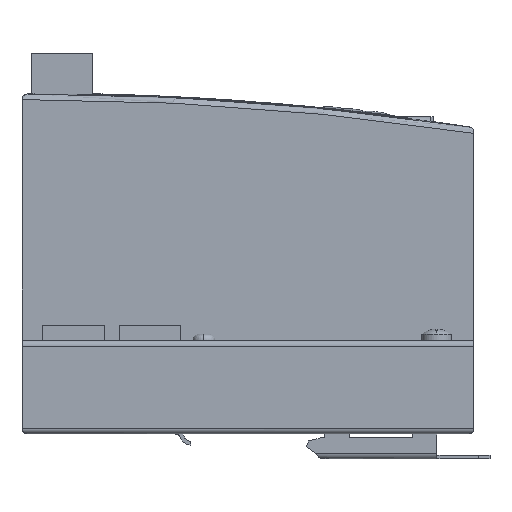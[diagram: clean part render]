
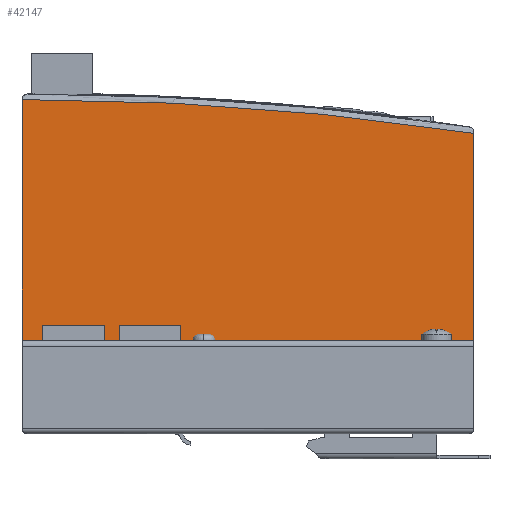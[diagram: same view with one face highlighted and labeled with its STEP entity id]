
A CAD part, left-side view. The second image highlights one B-rep face of the part: STEP entity #42147.
In plain terms, the highlighted planar face has unit normal (-1, 0, 0).
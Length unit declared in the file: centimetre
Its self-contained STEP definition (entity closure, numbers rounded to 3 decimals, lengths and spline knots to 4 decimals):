
#3038=PLANE('',#44751);
#5123=VECTOR('',#48920,1.);
#5126=VECTOR('',#48924,1.);
#5127=VECTOR('',#48927,1.);
#9526=LINE('',#57990,#5123);
#9529=LINE('',#57996,#5126);
#9530=LINE('',#58000,#5127);
#13898=VERTEX_POINT('',#57985);
#13899=VERTEX_POINT('',#57987);
#13900=VERTEX_POINT('',#57991);
#13902=VERTEX_POINT('',#57997);
#13903=VERTEX_POINT('',#57999);
#13904=VERTEX_POINT('',#58001);
#17450=CIRCLE('',#44749,0.15);
#17451=CIRCLE('',#44752,79.85);
#17452=CIRCLE('',#44753,0.15);
#19228=EDGE_CURVE('',#13898,#13899,#17450,.T.);
#19230=EDGE_CURVE('',#13899,#13900,#9526,.T.);
#19233=EDGE_CURVE('',#13902,#13898,#9529,.T.);
#19234=EDGE_CURVE('',#13903,#13902,#17451,.T.);
#19235=EDGE_CURVE('',#13904,#13903,#9530,.T.);
#19236=EDGE_CURVE('',#13900,#13904,#17452,.T.);
#26649=ORIENTED_EDGE('',*,*,#19228,.F.);
#26650=ORIENTED_EDGE('',*,*,#19233,.F.);
#26651=ORIENTED_EDGE('',*,*,#19234,.F.);
#26652=ORIENTED_EDGE('',*,*,#19235,.F.);
#26653=ORIENTED_EDGE('',*,*,#19236,.F.);
#26654=ORIENTED_EDGE('',*,*,#19230,.F.);
#37088=EDGE_LOOP('',(#26649,#26650,#26651,#26652,#26653,#26654));
#39631=FACE_BOUND('',#37088,.T.);
#42147=ADVANCED_FACE('',(#39631),#3038,.F.);
#44749=AXIS2_PLACEMENT_3D('',#57986,#48916,#48917);
#44751=AXIS2_PLACEMENT_3D('',#57995,#48923,$);
#44752=AXIS2_PLACEMENT_3D('',#57998,#48925,#48926);
#44753=AXIS2_PLACEMENT_3D('',#58002,#48928,#48929);
#48916=DIRECTION('',(1.,0.,0.));
#48917=DIRECTION('',(0.,-0.106,-0.106));
#48920=DIRECTION('',(0.,1.,0.));
#48923=DIRECTION('',(1.,0.,0.));
#48924=DIRECTION('',(0.,0.,-1.));
#48925=DIRECTION('',(1.,0.,0.));
#48926=DIRECTION('',(0.,-5.923,79.63));
#48927=DIRECTION('',(0.,0.,1.));
#48928=DIRECTION('',(1.,0.,0.));
#48929=DIRECTION('',(0.,0.106,-0.106));
#57985=CARTESIAN_POINT('',(-2.9,-6.05,0.15));
#57986=CARTESIAN_POINT('',(-2.9,-5.9,0.15));
#57987=CARTESIAN_POINT('',(-2.9,-5.9,0.));
#57990=CARTESIAN_POINT('',(-2.9,-6.05,0.));
#57991=CARTESIAN_POINT('',(-2.9,5.9,0.));
#57995=CARTESIAN_POINT('',(-2.9,0.1281,4.3749));
#57996=CARTESIAN_POINT('',(-2.9,-6.05,8.2));
#57997=CARTESIAN_POINT('',(-2.9,-6.05,8.0483));
#57998=CARTESIAN_POINT('',(-2.9,5.9169,-70.8999));
#57999=CARTESIAN_POINT('',(-2.9,6.05,8.95));
#58000=CARTESIAN_POINT('',(-2.9,6.05,0.));
#58001=CARTESIAN_POINT('',(-2.9,6.05,0.15));
#58002=CARTESIAN_POINT('',(-2.9,5.9,0.15));
